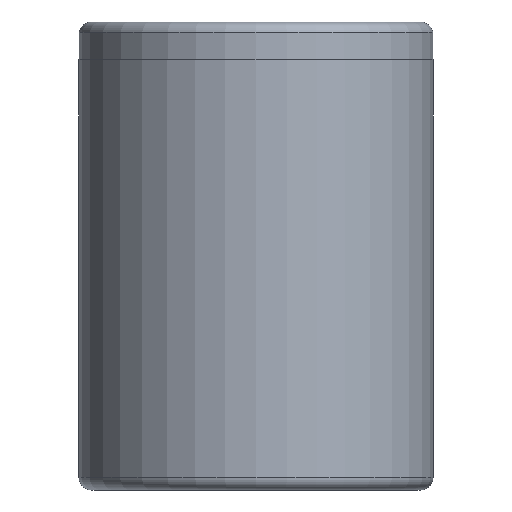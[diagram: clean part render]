
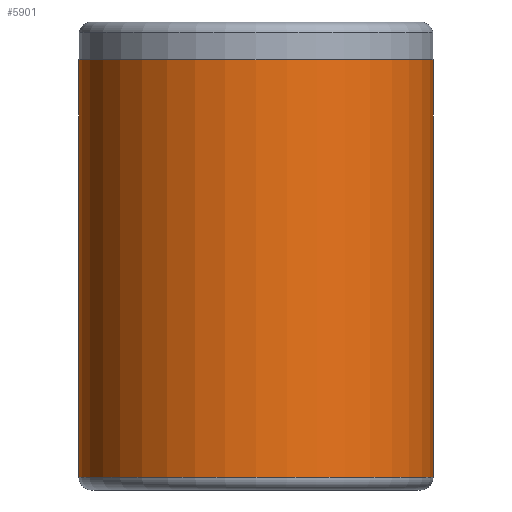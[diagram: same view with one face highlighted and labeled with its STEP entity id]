
A CAD part, front view. The second image highlights one B-rep face of the part: STEP entity #5901.
In plain terms, the highlighted cylindrical face has radius 14 mm (diameter 28 mm), a partial arc.
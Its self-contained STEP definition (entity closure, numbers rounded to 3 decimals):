
#129 = ORIENTED_EDGE ( 'NONE', *, *, #7213, .T. ) ;
#388 = VERTEX_POINT ( 'NONE', #11664 ) ;
#1339 = AXIS2_PLACEMENT_3D ( 'NONE', #4565, #12263, #2350 ) ;
#1410 = EDGE_CURVE ( 'NONE', #388, #11299, #12272, .T. ) ;
#2350 = DIRECTION ( 'NONE',  ( -1., 0., 0. ) ) ;
#2432 = CARTESIAN_POINT ( 'NONE',  ( 0., 0., 34. ) ) ;
#2876 = CARTESIAN_POINT ( 'NONE',  ( -14., 0., 37. ) ) ;
#3523 = DIRECTION ( 'NONE',  ( -1., 0., 0. ) ) ;
#3740 = ORIENTED_EDGE ( 'NONE', *, *, #11442, .T. ) ;
#4565 = CARTESIAN_POINT ( 'NONE',  ( 0., 0., 37. ) ) ;
#4962 = CIRCLE ( 'NONE', #8117, 14. ) ;
#5104 = DIRECTION ( 'NONE',  ( 0., 0., 1. ) ) ;
#5901 = ADVANCED_FACE ( 'NONE', ( #13073 ), #7176, .T. ) ;
#7176 = CYLINDRICAL_SURFACE ( 'NONE', #1339, 14. ) ;
#7213 = EDGE_CURVE ( 'NONE', #12149, #11299, #4962, .T. ) ;
#7332 = CARTESIAN_POINT ( 'NONE',  ( -14., 0., 1. ) ) ;
#7443 = EDGE_CURVE ( 'NONE', #388, #12491, #9771, .T. ) ;
#7457 = ORIENTED_EDGE ( 'NONE', *, *, #7443, .T. ) ;
#7773 = DIRECTION ( 'NONE',  ( 0., 0., -1. ) ) ;
#8117 = AXIS2_PLACEMENT_3D ( 'NONE', #11704, #5104, #12805 ) ;
#8775 = EDGE_LOOP ( 'NONE', ( #9696, #7457, #3740, #129 ) ) ;
#9069 = LINE ( 'NONE', #2876, #12361 ) ;
#9151 = CARTESIAN_POINT ( 'NONE',  ( 14., 0., 1. ) ) ;
#9656 = VECTOR ( 'NONE', #7773, 1000. ) ;
#9696 = ORIENTED_EDGE ( 'NONE', *, *, #1410, .F. ) ;
#9771 = CIRCLE ( 'NONE', #11085, 14. ) ;
#10095 = DIRECTION ( 'NONE',  ( 0., 0., -1. ) ) ;
#10410 = CARTESIAN_POINT ( 'NONE',  ( -14., 0., 34. ) ) ;
#11085 = AXIS2_PLACEMENT_3D ( 'NONE', #2432, #10095, #3523 ) ;
#11299 = VERTEX_POINT ( 'NONE', #9151 ) ;
#11442 = EDGE_CURVE ( 'NONE', #12491, #12149, #9069, .T. ) ;
#11664 = CARTESIAN_POINT ( 'NONE',  ( 14., 0., 34. ) ) ;
#11704 = CARTESIAN_POINT ( 'NONE',  ( 0., 0., 1. ) ) ;
#12149 = VERTEX_POINT ( 'NONE', #7332 ) ;
#12263 = DIRECTION ( 'NONE',  ( 0., 0., -1. ) ) ;
#12272 = LINE ( 'NONE', #13282, #9656 ) ;
#12361 = VECTOR ( 'NONE', #12790, 1000. ) ;
#12491 = VERTEX_POINT ( 'NONE', #10410 ) ;
#12790 = DIRECTION ( 'NONE',  ( 0., 0., -1. ) ) ;
#12805 = DIRECTION ( 'NONE',  ( 1., 0., 0. ) ) ;
#13073 = FACE_OUTER_BOUND ( 'NONE', #8775, .T. ) ;
#13282 = CARTESIAN_POINT ( 'NONE',  ( 14., 0., 37. ) ) ;
